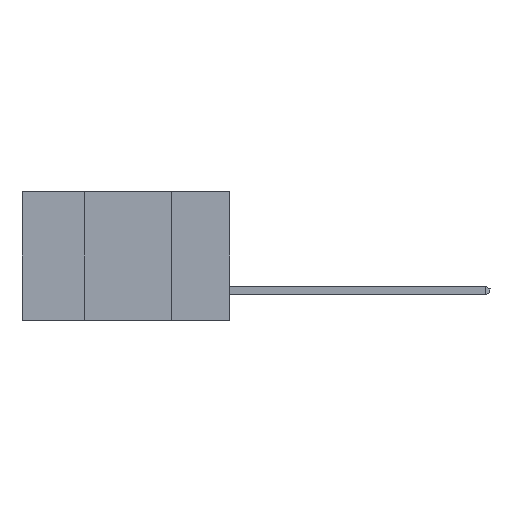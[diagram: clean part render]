
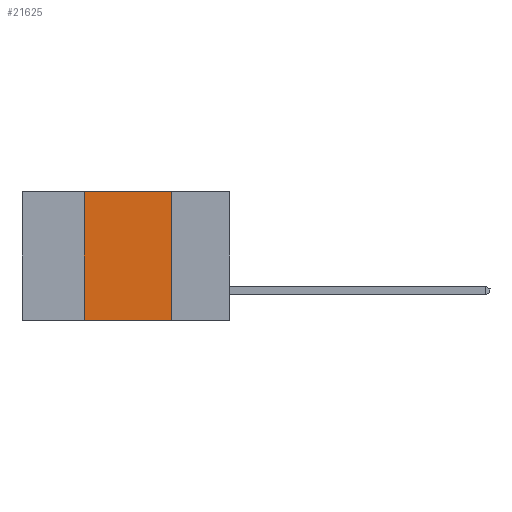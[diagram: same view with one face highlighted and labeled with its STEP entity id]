
A CAD part, left-side view. The second image highlights one B-rep face of the part: STEP entity #21625.
In plain terms, the highlighted planar face has unit normal (-1, 0, 0).
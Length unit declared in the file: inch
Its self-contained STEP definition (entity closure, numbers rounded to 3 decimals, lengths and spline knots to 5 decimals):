
#4 = CARTESIAN_POINT ( 'NONE',  ( 0., 0.17, 0. ) ) ;
#592 = LINE ( 'NONE', #16526, #6747 ) ;
#1142 = PLANE ( 'NONE',  #4515 ) ;
#2881 = LINE ( 'NONE', #12123, #10939 ) ;
#3345 = VERTEX_POINT ( 'NONE', #8109 ) ;
#3662 = EDGE_CURVE ( 'NONE', #3345, #13116, #14667, .T. ) ;
#4515 = AXIS2_PLACEMENT_3D ( 'NONE', #22373, #15437, #6299 ) ;
#4560 = ORIENTED_EDGE ( 'NONE', *, *, #3662, .F. ) ;
#5619 = VERTEX_POINT ( 'NONE', #8122 ) ;
#6299 = DIRECTION ( 'NONE',  ( 0., 0., -1. ) ) ;
#6391 = ORIENTED_EDGE ( 'NONE', *, *, #7705, .F. ) ;
#6475 = CARTESIAN_POINT ( 'NONE',  ( 0., 0.6, -0.37 ) ) ;
#6583 = DIRECTION ( 'NONE',  ( 0., -1., 0. ) ) ;
#6747 = VECTOR ( 'NONE', #10886, 39.37008 ) ;
#7516 = ORIENTED_EDGE ( 'NONE', *, *, #10200, .F. ) ;
#7705 = EDGE_CURVE ( 'NONE', #18539, #3345, #592, .T. ) ;
#7838 = CARTESIAN_POINT ( 'NONE',  ( 0., 0.42, -0.37 ) ) ;
#8109 = CARTESIAN_POINT ( 'NONE',  ( 0., 0.42, 0. ) ) ;
#8122 = CARTESIAN_POINT ( 'NONE',  ( 0., 0.17, -0.37 ) ) ;
#10200 = EDGE_CURVE ( 'NONE', #13116, #5619, #2881, .T. ) ;
#10886 = DIRECTION ( 'NONE',  ( 0., 0., 1. ) ) ;
#10939 = VECTOR ( 'NONE', #17068, 39.37008 ) ;
#11143 = DIRECTION ( 'NONE',  ( 0., -1., 0. ) ) ;
#12123 = CARTESIAN_POINT ( 'NONE',  ( 0., 0.17, -0.37 ) ) ;
#12903 = CARTESIAN_POINT ( 'NONE',  ( 0., 0.6, 0. ) ) ;
#13116 = VERTEX_POINT ( 'NONE', #4 ) ;
#13295 = LINE ( 'NONE', #6475, #21334 ) ;
#13617 = VECTOR ( 'NONE', #11143, 39.37008 ) ;
#14667 = LINE ( 'NONE', #12903, #13617 ) ;
#15104 = FACE_OUTER_BOUND ( 'NONE', #17914, .T. ) ;
#15437 = DIRECTION ( 'NONE',  ( 1., 0., 0. ) ) ;
#16526 = CARTESIAN_POINT ( 'NONE',  ( 0., 0.42, -0.37 ) ) ;
#17068 = DIRECTION ( 'NONE',  ( 0., 0., -1. ) ) ;
#17914 = EDGE_LOOP ( 'NONE', ( #7516, #4560, #6391, #21244 ) ) ;
#18539 = VERTEX_POINT ( 'NONE', #7838 ) ;
#20909 = EDGE_CURVE ( 'NONE', #18539, #5619, #13295, .T. ) ;
#21244 = ORIENTED_EDGE ( 'NONE', *, *, #20909, .T. ) ;
#21334 = VECTOR ( 'NONE', #6583, 39.37008 ) ;
#21625 = ADVANCED_FACE ( 'NONE', ( #15104 ), #1142, .F. ) ;
#22373 = CARTESIAN_POINT ( 'NONE',  ( 0., 0.6, 0. ) ) ;
